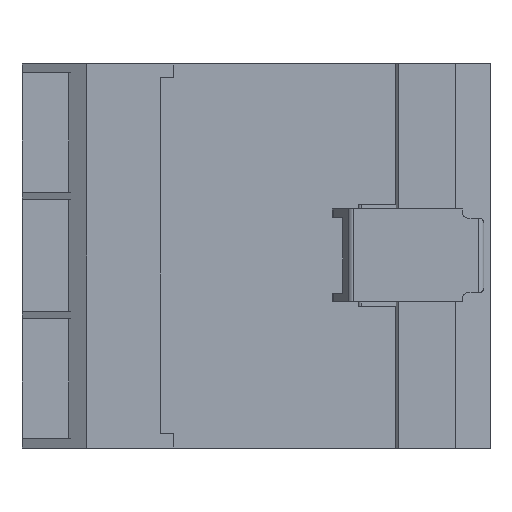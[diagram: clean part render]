
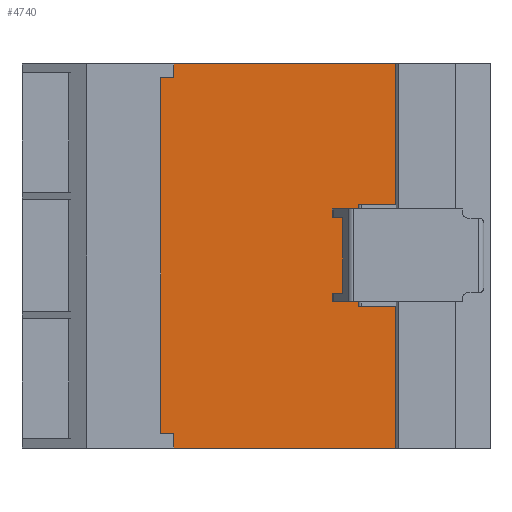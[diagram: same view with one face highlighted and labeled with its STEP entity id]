
A CAD part, front view. The second image highlights one B-rep face of the part: STEP entity #4740.
In plain terms, the highlighted face is planar.
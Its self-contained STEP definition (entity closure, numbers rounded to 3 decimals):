
#198=DIRECTION('',(-1.,0.,0.));
#199=VECTOR('',#198,44.);
#200=CARTESIAN_POINT('',(26.15,-5.,0.));
#201=LINE('',#200,#199);
#433=DIRECTION('',(-1.,0.,0.));
#434=VECTOR('',#433,44.);
#435=CARTESIAN_POINT('',(26.15,-5.,71.8));
#436=LINE('',#435,#434);
#1659=DIRECTION('',(0.,0.,1.));
#1660=VECTOR('',#1659,71.8);
#1661=CARTESIAN_POINT('',(26.15,-5.,0.));
#1662=LINE('',#1661,#1660);
#1666=DIRECTION('',(0.,0.,1.));
#1667=VECTOR('',#1666,71.8);
#1668=CARTESIAN_POINT('',(-17.85,-5.,0.));
#1669=LINE('',#1668,#1667);
#3007=CARTESIAN_POINT('',(26.15,-5.,0.));
#3008=VERTEX_POINT('',#3007);
#3009=CARTESIAN_POINT('',(-17.85,-5.,0.));
#3011=VERTEX_POINT('',#3009);
#3027=CARTESIAN_POINT('',(26.15,-5.,71.8));
#3028=VERTEX_POINT('',#3027);
#3029=CARTESIAN_POINT('',(-17.85,-5.,71.8));
#3031=VERTEX_POINT('',#3029);
#4728=CARTESIAN_POINT('',(26.15,-5.,0.));
#4729=DIRECTION('',(0.,1.,0.));
#4730=DIRECTION('',(-1.,0.,0.));
#4731=AXIS2_PLACEMENT_3D('',#4728,#4729,#4730);
#4732=PLANE('',#4731);
#4733=ORIENTED_EDGE('',*,*,#3566,.F.);
#4734=ORIENTED_EDGE('',*,*,#4723,.T.);
#4735=ORIENTED_EDGE('',*,*,#3694,.T.);
#4737=ORIENTED_EDGE('',*,*,#4736,.F.);
#4738=EDGE_LOOP('',(#4733,#4734,#4735,#4737));
#4739=FACE_OUTER_BOUND('',#4738,.F.);
#3566=EDGE_CURVE('',#3008,#3011,#201,.T.);
#3694=EDGE_CURVE('',#3028,#3031,#436,.T.);
#4723=EDGE_CURVE('',#3008,#3028,#1662,.T.);
#4736=EDGE_CURVE('',#3011,#3031,#1669,.T.);
#4740=ADVANCED_FACE('',(#4739),#4732,.T.);
